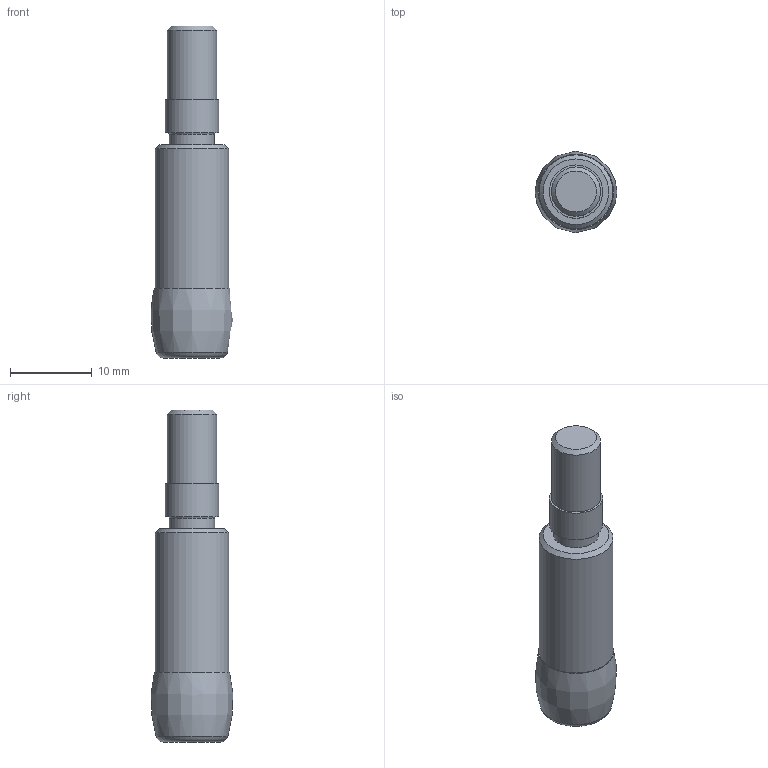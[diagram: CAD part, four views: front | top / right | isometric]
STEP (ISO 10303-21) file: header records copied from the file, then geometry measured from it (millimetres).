
FILE_DESCRIPTION(/* description */ (''),/* implementation_level */ '2;1');
FILE_NAME(/* name */ '7820071_7801490.stp',/* time_stamp */ '2020-01-13T08:49:47+09:00',/* author */ (''),/* organization */ (''),/* preprocessor_version */ 'ST-DEVELOPER v16.7',/* originating_system */ 'SIEMENS PLM Software NX 12.0',/* authorisation */ '');
FILE_SCHEMA (('AUTOMOTIVE_DESIGN { 1 0 10303 214 3 1 1 1 }'));
Length unit declared in the file: millimetre
Products named in the file (3): NOCUT_7820071_7801490; CUT_7820071_7801490; 7820071_7801490
Assembly tree (2 placements, depth 2):
  7820071_7801490
    CUT_7820071_7801490
    NOCUT_7820071_7801490
Bounding box: 9.98 x 9.94 x 40.5 mm (x, y, z)
Volume: 2138.4 mm3; surface area: 1275.5 mm2
Topology: 2 solids, 2 shells, 16 faces, 44 edges, 66 vertices
Faces by surface type: plane 7, cylinder 4, torus 2, cone 2, bspline 1
Full cylindrical faces by diameter (mm): 5.5 x1, 6 x1, 6.5 x1, 9 x1
Entity records: 697 total; most frequent: CARTESIAN_POINT 109, DIRECTION 101, AXIS2_PLACEMENT_3D 44, STYLED_ITEM 37, PRESENTATION_STYLE_ASSIGNMENT 37, EDGE_LOOP 28, ORIENTED_EDGE 28, CURVE_STYLE 25
